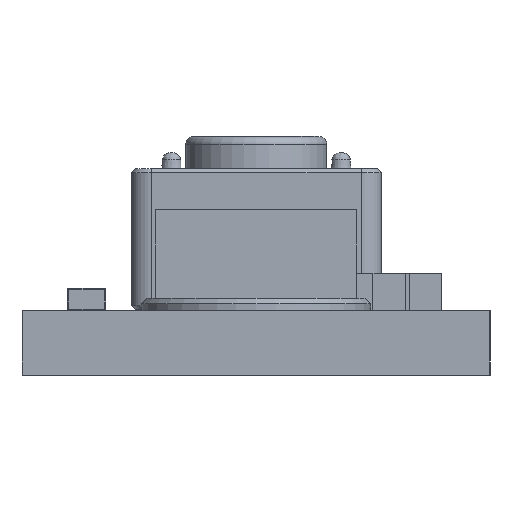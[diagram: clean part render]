
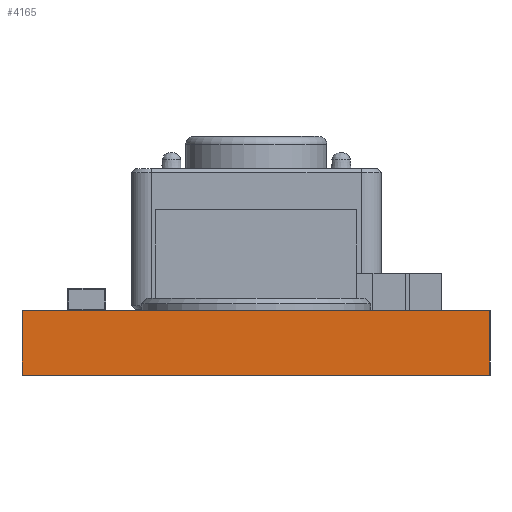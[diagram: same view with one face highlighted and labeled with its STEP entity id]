
A CAD part, left-side view. The second image highlights one B-rep face of the part: STEP entity #4165.
In plain terms, the highlighted planar face has unit normal (-1, 0, 0).
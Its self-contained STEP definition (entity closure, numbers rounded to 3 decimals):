
#400=PLANE('',#4679);
#548=FACE_OUTER_BOUND('',#774,.T.);
#774=EDGE_LOOP('',(#3047,#3048,#3049,#3050));
#1152=LINE('',#6715,#1425);
#1160=LINE('',#6730,#1433);
#1161=LINE('',#6732,#1434);
#1162=LINE('',#6733,#1435);
#1425=VECTOR('',#5485,10.);
#1433=VECTOR('',#5497,10.);
#1434=VECTOR('',#5500,10.);
#1435=VECTOR('',#5501,10.);
#2014=VERTEX_POINT('',#6712);
#2015=VERTEX_POINT('',#6714);
#2019=VERTEX_POINT('',#6726);
#2020=VERTEX_POINT('',#6728);
#2424=EDGE_CURVE('',#2014,#2015,#1152,.T.);
#2432=EDGE_CURVE('',#2019,#2020,#1160,.T.);
#2433=EDGE_CURVE('',#2014,#2019,#1161,.T.);
#2434=EDGE_CURVE('',#2015,#2020,#1162,.T.);
#3047=ORIENTED_EDGE('',*,*,#2433,.T.);
#3048=ORIENTED_EDGE('',*,*,#2432,.T.);
#3049=ORIENTED_EDGE('',*,*,#2434,.F.);
#3050=ORIENTED_EDGE('',*,*,#2424,.F.);
#4165=ADVANCED_FACE('',(#548),#400,.T.);
#4679=AXIS2_PLACEMENT_3D('',#6731,#5498,#5499);
#5485=DIRECTION('',(0.,0.,1.));
#5497=DIRECTION('',(0.,0.,1.));
#5498=DIRECTION('center_axis',(-1.,0.,0.));
#5499=DIRECTION('ref_axis',(0.,-1.,0.));
#5500=DIRECTION('',(0.,-1.,0.));
#5501=DIRECTION('',(0.,-1.,0.));
#6712=CARTESIAN_POINT('',(0.,11.6,0.));
#6714=CARTESIAN_POINT('',(0.,11.6,1.6));
#6715=CARTESIAN_POINT('',(0.,11.6,0.));
#6726=CARTESIAN_POINT('',(0.,0.,0.));
#6728=CARTESIAN_POINT('',(0.,0.,1.6));
#6730=CARTESIAN_POINT('',(0.,0.,0.));
#6731=CARTESIAN_POINT('Origin',(0.,11.6,0.));
#6732=CARTESIAN_POINT('',(0.,11.6,0.));
#6733=CARTESIAN_POINT('',(0.,11.6,1.6));
